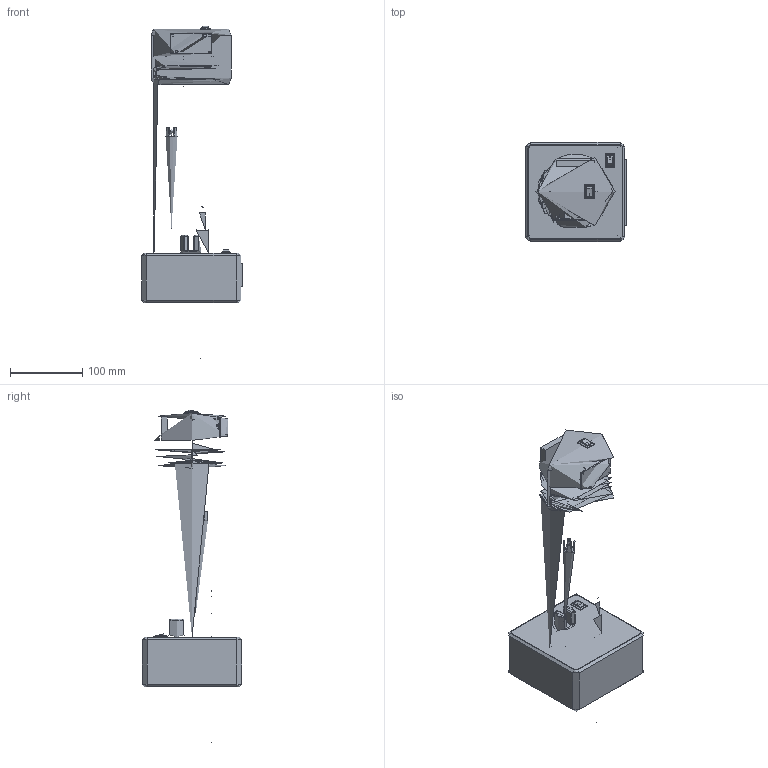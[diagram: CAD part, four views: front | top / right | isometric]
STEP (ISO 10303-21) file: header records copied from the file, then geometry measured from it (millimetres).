
FILE_DESCRIPTION(('FreeCAD Model'),'2;1');
FILE_NAME('Open CASCADE Shape Model','2025-04-29T04:16:50',('FreeCAD'),( 'FreeCAD'),'Open CASCADE STEP processor 7.6','FreeCAD','Unknown');
FILE_SCHEMA(('AUTOMOTIVE_DESIGN { 1 0 10303 214 1 1 1 1 }'));
Products named in the file (1): Open CASCADE STEP translator 7.6 1
Bounding box: 139.9 x 137.86 x 460.93 mm (x, y, z)
Volume: 973933.1 mm3; surface area: 527944.4 mm2
Topology: 146 solids, 146 shells, 5082 faces, 13096 edges, 8575 vertices
Faces by surface type: bspline 5082
Entity records: 179551 total; most frequent: CARTESIAN_POINT 99807, ORIENTED_EDGE 26148, EDGE_CURVE 13074, B_SPLINE_CURVE_WITH_KNOTS 11184, VERTEX_POINT 8575, FACE_BOUND 5637, EDGE_LOOP 5637, ADVANCED_FACE 5082
